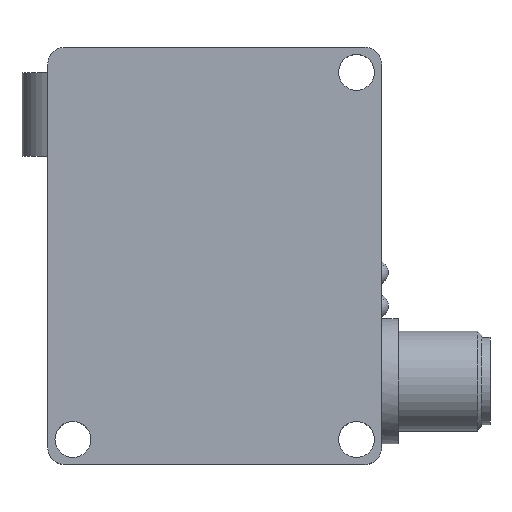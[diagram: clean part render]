
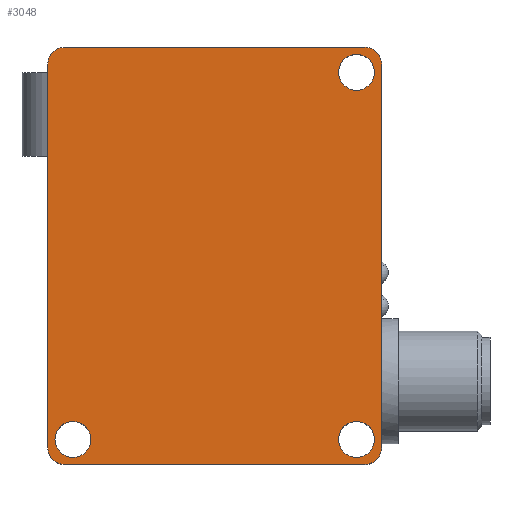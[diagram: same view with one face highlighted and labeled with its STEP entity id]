
A CAD part, top view. The second image highlights one B-rep face of the part: STEP entity #3048.
In plain terms, the highlighted planar face has unit normal (0, 0, 1).
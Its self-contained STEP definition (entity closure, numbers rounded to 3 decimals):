
#88=LINE('',#4910,#279);
#93=LINE('',#4919,#284);
#103=LINE('',#5039,#294);
#109=LINE('',#5067,#300);
#113=LINE('',#5082,#304);
#279=VECTOR('',#3918,8.);
#284=VECTOR('',#3925,38.);
#294=VECTOR('',#3987,46.);
#300=VECTOR('',#4017,36.);
#304=VECTOR('',#4035,36.);
#554=FACE_BOUND('',#946,.T.);
#555=FACE_BOUND('',#947,.T.);
#556=FACE_BOUND('',#948,.T.);
#686=FACE_OUTER_BOUND('',#945,.T.);
#945=EDGE_LOOP('',(#2260,#2261,#2262,#2263,#2264,#2265,#2266,#2267,#2268));
#946=EDGE_LOOP('',(#2269));
#947=EDGE_LOOP('',(#2270));
#948=EDGE_LOOP('',(#2271));
#1174=CIRCLE('',#3350,2.15);
#1175=CIRCLE('',#3352,2.15);
#1176=CIRCLE('',#3354,2.15);
#1177=CIRCLE('',#3356,2.);
#1180=CIRCLE('',#3361,2.);
#1181=CIRCLE('',#3363,2.);
#1182=CIRCLE('',#3366,2.);
#1362=VERTEX_POINT('',#4899);
#1365=VERTEX_POINT('',#4909);
#1368=VERTEX_POINT('',#4917);
#1393=VERTEX_POINT('',#5036);
#1394=VERTEX_POINT('',#5038);
#1400=VERTEX_POINT('',#5052);
#1401=VERTEX_POINT('',#5055);
#1402=VERTEX_POINT('',#5058);
#1403=VERTEX_POINT('',#5061);
#1404=VERTEX_POINT('',#5065);
#1407=VERTEX_POINT('',#5075);
#1408=VERTEX_POINT('',#5080);
#1667=EDGE_CURVE('',#1362,#1365,#88,.T.);
#1672=EDGE_CURVE('',#1368,#1362,#93,.T.);
#1703=EDGE_CURVE('',#1393,#1394,#103,.T.);
#1710=EDGE_CURVE('',#1400,#1400,#1174,.T.);
#1711=EDGE_CURVE('',#1401,#1401,#1175,.T.);
#1712=EDGE_CURVE('',#1402,#1402,#1176,.T.);
#1713=EDGE_CURVE('',#1365,#1403,#1177,.T.);
#1716=EDGE_CURVE('',#1403,#1404,#109,.T.);
#1719=EDGE_CURVE('',#1404,#1393,#1180,.T.);
#1720=EDGE_CURVE('',#1394,#1407,#1181,.T.);
#1724=EDGE_CURVE('',#1407,#1408,#113,.T.);
#1725=EDGE_CURVE('',#1408,#1368,#1182,.T.);
#2260=ORIENTED_EDGE('',*,*,#1725,.F.);
#2261=ORIENTED_EDGE('',*,*,#1724,.F.);
#2262=ORIENTED_EDGE('',*,*,#1720,.F.);
#2263=ORIENTED_EDGE('',*,*,#1703,.F.);
#2264=ORIENTED_EDGE('',*,*,#1719,.F.);
#2265=ORIENTED_EDGE('',*,*,#1716,.F.);
#2266=ORIENTED_EDGE('',*,*,#1713,.F.);
#2267=ORIENTED_EDGE('',*,*,#1667,.F.);
#2268=ORIENTED_EDGE('',*,*,#1672,.F.);
#2269=ORIENTED_EDGE('',*,*,#1712,.T.);
#2270=ORIENTED_EDGE('',*,*,#1711,.T.);
#2271=ORIENTED_EDGE('',*,*,#1710,.T.);
#2706=PLANE('',#3365);
#3048=ADVANCED_FACE('',(#686,#554,#555,#556),#2706,.T.);
#3350=AXIS2_PLACEMENT_3D('',#5053,#3999,#4000);
#3352=AXIS2_PLACEMENT_3D('',#5056,#4003,#4004);
#3354=AXIS2_PLACEMENT_3D('',#5059,#4007,#4008);
#3356=AXIS2_PLACEMENT_3D('',#5062,#4011,#4012);
#3361=AXIS2_PLACEMENT_3D('',#5073,#4024,#4025);
#3363=AXIS2_PLACEMENT_3D('',#5076,#4028,#4029);
#3365=AXIS2_PLACEMENT_3D('',#5083,#4036,#4037);
#3366=AXIS2_PLACEMENT_3D('',#5084,#4038,#4039);
#3918=DIRECTION('',(0.,-1.,0.));
#3925=DIRECTION('',(0.,-1.,0.));
#3987=DIRECTION('',(0.,1.,0.));
#3999=DIRECTION('center_axis',(0.,0.,-1.));
#4000=DIRECTION('ref_axis',(-1.,0.,0.));
#4003=DIRECTION('center_axis',(0.,0.,-1.));
#4004=DIRECTION('ref_axis',(-1.,0.,0.));
#4007=DIRECTION('center_axis',(0.,0.,-1.));
#4008=DIRECTION('ref_axis',(-1.,0.,0.));
#4011=DIRECTION('center_axis',(0.,0.,-1.));
#4012=DIRECTION('ref_axis',(0.707,-0.707,0.));
#4017=DIRECTION('',(-1.,0.,0.));
#4024=DIRECTION('center_axis',(0.,0.,-1.));
#4025=DIRECTION('ref_axis',(-0.707,-0.707,0.));
#4028=DIRECTION('center_axis',(0.,0.,-1.));
#4029=DIRECTION('ref_axis',(-0.707,0.707,0.));
#4035=DIRECTION('',(1.,0.,0.));
#4036=DIRECTION('center_axis',(0.,0.,1.));
#4037=DIRECTION('ref_axis',(1.,0.,0.));
#4038=DIRECTION('center_axis',(0.,0.,-1.));
#4039=DIRECTION('ref_axis',(0.707,0.707,0.));
#4899=CARTESIAN_POINT('',(40.,10.,15.));
#4909=CARTESIAN_POINT('',(40.,2.,15.));
#4910=CARTESIAN_POINT('',(40.,0.,15.));
#4917=CARTESIAN_POINT('',(40.,48.,15.));
#4919=CARTESIAN_POINT('',(40.,0.,15.));
#5036=CARTESIAN_POINT('',(0.,2.,15.));
#5038=CARTESIAN_POINT('',(0.,48.,15.));
#5039=CARTESIAN_POINT('',(0.,50.,15.));
#5052=CARTESIAN_POINT('',(39.15,47.,15.));
#5053=CARTESIAN_POINT('Origin',(37.,47.,15.));
#5055=CARTESIAN_POINT('',(5.15,3.,15.));
#5056=CARTESIAN_POINT('Origin',(3.,3.,15.));
#5058=CARTESIAN_POINT('',(39.15,3.,15.));
#5059=CARTESIAN_POINT('Origin',(37.,3.,15.));
#5061=CARTESIAN_POINT('',(38.,0.,15.));
#5062=CARTESIAN_POINT('Origin',(38.,2.,15.));
#5065=CARTESIAN_POINT('',(2.,0.,15.));
#5067=CARTESIAN_POINT('',(0.,0.,15.));
#5073=CARTESIAN_POINT('Origin',(2.,2.,15.));
#5075=CARTESIAN_POINT('',(2.,50.,15.));
#5076=CARTESIAN_POINT('Origin',(2.,48.,15.));
#5080=CARTESIAN_POINT('',(38.,50.,15.));
#5082=CARTESIAN_POINT('',(40.,50.,15.));
#5083=CARTESIAN_POINT('Origin',(20.,25.,15.));
#5084=CARTESIAN_POINT('Origin',(38.,48.,15.));
